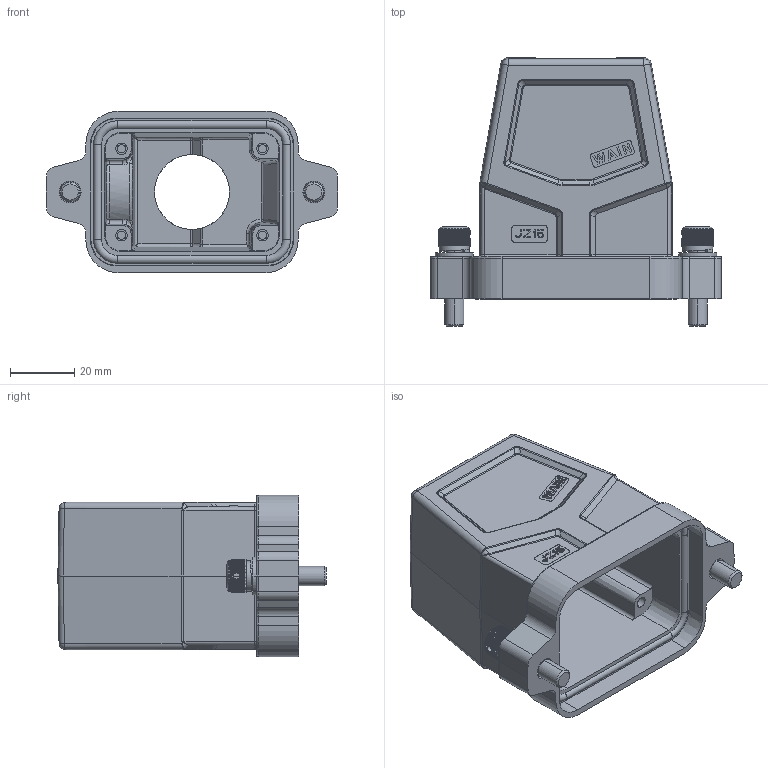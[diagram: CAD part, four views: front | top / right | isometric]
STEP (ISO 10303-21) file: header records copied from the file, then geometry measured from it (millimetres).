
FILE_DESCRIPTION((''),'2;1');
FILE_NAME('WP6B_R-TEH-2S-M25_SW0001','2021-07-23T11:31:32',('xl.su'),(''),'CREO PARAMETRIC BY PTC INC, 2017110','CREO PARAMETRIC BY PTC INC, 2017110','');
FILE_SCHEMA(('CONFIG_CONTROL_DESIGN'));
Length unit declared in the file: inch
Products named in the file (1): WP6B_R-TEH-2S-M25_SW0001
Bounding box: 91 x 83.7 x 50.3 mm (x, y, z)
Volume: 79344.1 mm3; surface area: 36089.7 mm2
Topology: 1 solids, 1 shells, 1077 faces, 2890 edges, 1854 vertices
Faces by surface type: plane 594, cylinder 351, bspline 71, torus 28, cone 22, sphere 11
Entity records: 37790 total; most frequent: CARTESIAN_POINT 11681, ORIENTED_EDGE 5780, DIRECTION 4966, EDGE_CURVE 2890, VERTEX_POINT 1854, VECTOR 1702, LINE 1702, AXIS2_PLACEMENT_3D 1632
